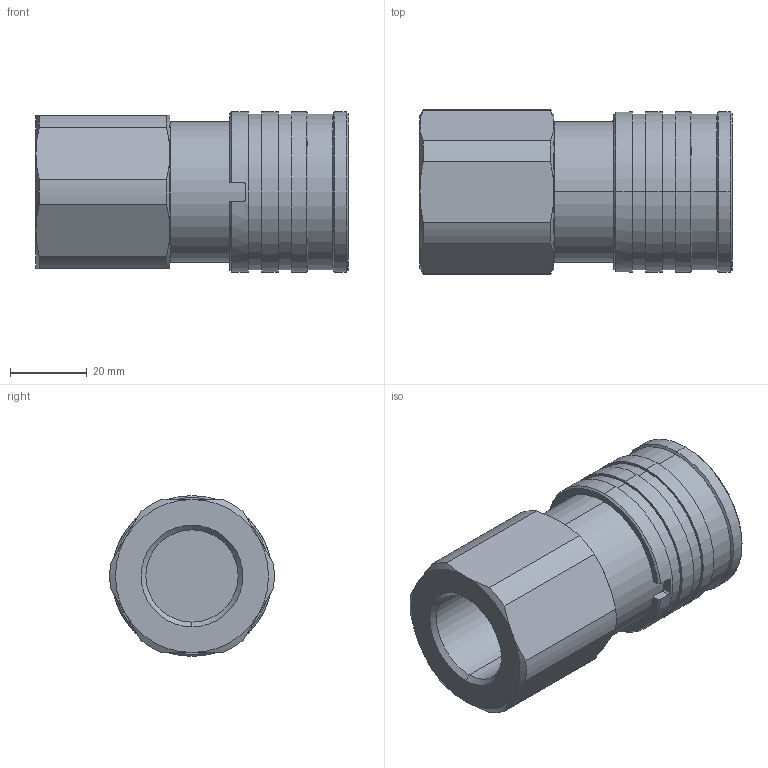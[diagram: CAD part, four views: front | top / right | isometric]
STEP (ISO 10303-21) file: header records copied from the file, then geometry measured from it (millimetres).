
FILE_DESCRIPTION (( 'STEP AP214' ), '1' );
FILE_NAME ('FEM-621-12FB.STEP', '2012-07-25T06:14:32', ( 'admin' ), ( 'Microsoft' ), 'SwSTEP 2.0', 'SolidWorks 2009', '' );
FILE_SCHEMA (( 'AUTOMOTIVE_DESIGN' ));
Length unit declared in the file: millimetre
Products named in the file (1): FEM-621-12FB
Bounding box: 81.6 x 42.95 x 42 mm (x, y, z)
Volume: 96633.6 mm3; surface area: 16825.1 mm2
Topology: 1 solids, 1 shells, 119 faces, 266 edges, 165 vertices
Faces by surface type: cylinder 48, plane 31, cone 29, torus 7, bspline 2, sphere 2
Entity records: 3564 total; most frequent: CARTESIAN_POINT 877, DIRECTION 587, ORIENTED_EDGE 532, EDGE_CURVE 266, AXIS2_PLACEMENT_3D 251, VERTEX_POINT 165, EDGE_LOOP 135, CIRCLE 133
